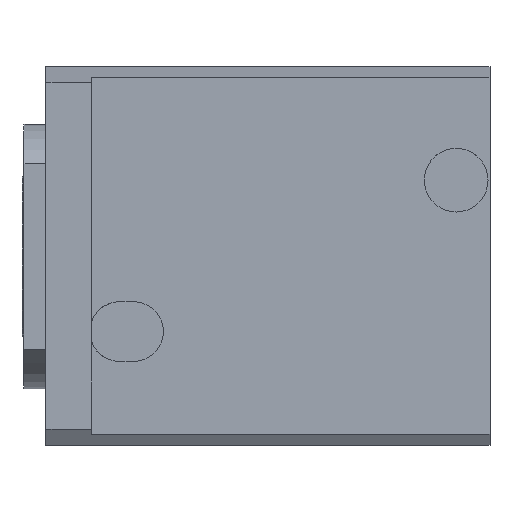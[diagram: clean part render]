
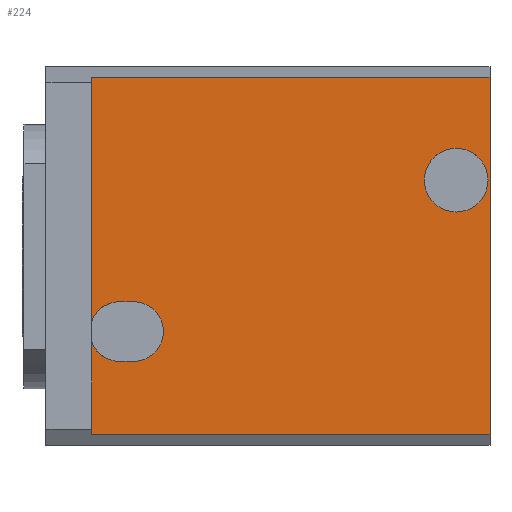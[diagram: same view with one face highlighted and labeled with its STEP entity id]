
A CAD part, top view. The second image highlights one B-rep face of the part: STEP entity #224.
In plain terms, the highlighted planar face has unit normal (0, 0, 1).
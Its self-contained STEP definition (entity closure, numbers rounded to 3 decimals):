
#90=LINE('',#1111,#156);
#92=LINE('',#1115,#158);
#98=LINE('',#1127,#164);
#114=LINE('',#1162,#180);
#115=LINE('',#1166,#181);
#116=LINE('',#1170,#182);
#117=LINE('',#1173,#183);
#156=VECTOR('',#895,1.);
#158=VECTOR('',#897,1.);
#164=VECTOR('',#907,1.);
#180=VECTOR('',#931,1.);
#181=VECTOR('',#936,1.);
#182=VECTOR('',#939,1.);
#183=VECTOR('',#942,1.);
#224=ADVANCED_FACE('',(#288,#289),#264,.T.);
#264=PLANE('',#801);
#288=FACE_BOUND('',#316,.T.);
#289=FACE_BOUND('',#317,.T.);
#316=EDGE_LOOP('',(#419));
#317=EDGE_LOOP('',(#420,#421,#422,#423,#424,#425,#426,#427,#428,#429));
#419=ORIENTED_EDGE('',*,*,#662,.T.);
#420=ORIENTED_EDGE('',*,*,#663,.T.);
#421=ORIENTED_EDGE('',*,*,#664,.T.);
#422=ORIENTED_EDGE('',*,*,#635,.F.);
#423=ORIENTED_EDGE('',*,*,#661,.T.);
#424=ORIENTED_EDGE('',*,*,#665,.T.);
#425=ORIENTED_EDGE('',*,*,#643,.T.);
#426=ORIENTED_EDGE('',*,*,#637,.F.);
#427=ORIENTED_EDGE('',*,*,#666,.T.);
#428=ORIENTED_EDGE('',*,*,#667,.T.);
#429=ORIENTED_EDGE('',*,*,#668,.T.);
#566=VERTEX_POINT('',#1110);
#567=VERTEX_POINT('',#1112);
#568=VERTEX_POINT('',#1114);
#569=VERTEX_POINT('',#1116);
#573=VERTEX_POINT('',#1128);
#587=VERTEX_POINT('',#1161);
#588=VERTEX_POINT('',#1165);
#589=VERTEX_POINT('',#1167);
#590=VERTEX_POINT('',#1168);
#591=VERTEX_POINT('',#1172);
#592=VERTEX_POINT('',#1174);
#635=EDGE_CURVE('',#566,#567,#90,.T.);
#637=EDGE_CURVE('',#568,#569,#92,.T.);
#643=EDGE_CURVE('',#573,#569,#98,.T.);
#661=EDGE_CURVE('',#566,#587,#114,.T.);
#662=EDGE_CURVE('',#588,#588,#725,.T.);
#663=EDGE_CURVE('',#589,#590,#115,.T.);
#664=EDGE_CURVE('',#590,#567,#726,.T.);
#665=EDGE_CURVE('',#587,#573,#116,.T.);
#666=EDGE_CURVE('',#568,#591,#727,.T.);
#667=EDGE_CURVE('',#591,#592,#117,.T.);
#668=EDGE_CURVE('',#592,#589,#728,.T.);
#725=CIRCLE('',#797,8.);
#726=CIRCLE('',#798,7.5);
#727=CIRCLE('',#799,7.5);
#728=CIRCLE('',#800,7.5);
#797=AXIS2_PLACEMENT_3D('',#1164,#934,#935);
#798=AXIS2_PLACEMENT_3D('',#1169,#937,#938);
#799=AXIS2_PLACEMENT_3D('',#1171,#940,#941);
#800=AXIS2_PLACEMENT_3D('',#1175,#943,#944);
#801=AXIS2_PLACEMENT_3D('',#1176,#945,#946);
#895=DIRECTION('',(0.,1.,0.));
#897=DIRECTION('',(0.,1.,0.));
#907=DIRECTION('',(-1.,0.,0.));
#931=DIRECTION('',(1.,0.,0.));
#934=DIRECTION('',(0.,0.,-1.));
#935=DIRECTION('',(0.,-1.,0.));
#936=DIRECTION('',(-1.,0.,0.));
#937=DIRECTION('',(0.,0.,-1.));
#938=DIRECTION('',(0.,-1.,0.));
#939=DIRECTION('',(0.,1.,0.));
#940=DIRECTION('',(0.,0.,-1.));
#941=DIRECTION('',(0.,-1.,0.));
#942=DIRECTION('',(1.,0.,0.));
#943=DIRECTION('',(0.,0.,-1.));
#944=DIRECTION('',(0.,1.,0.));
#945=DIRECTION('',(0.,0.,1.));
#946=DIRECTION('',(1.,0.,0.));
#1110=CARTESIAN_POINT('',(0.,-44.84,0.));
#1111=CARTESIAN_POINT('',(0.,-108.8,0.));
#1112=CARTESIAN_POINT('',(0.,-21.693,0.));
#1114=CARTESIAN_POINT('',(0.,-16.307,0.));
#1115=CARTESIAN_POINT('',(0.,-108.8,0.));
#1116=CARTESIAN_POINT('',(0.,44.84,0.));
#1127=CARTESIAN_POINT('',(-11.5,44.84,0.));
#1128=CARTESIAN_POINT('',(100.,44.84,0.));
#1161=CARTESIAN_POINT('',(100.,-44.84,0.));
#1162=CARTESIAN_POINT('',(-11.5,-44.84,0.));
#1164=CARTESIAN_POINT('',(91.5,19.,0.));
#1165=CARTESIAN_POINT('',(91.5,11.,0.));
#1166=CARTESIAN_POINT('',(10.5,-26.5,0.));
#1167=CARTESIAN_POINT('',(10.5,-26.5,0.));
#1168=CARTESIAN_POINT('',(7.,-26.5,0.));
#1169=CARTESIAN_POINT('',(7.,-19.,0.));
#1170=CARTESIAN_POINT('',(100.,-108.8,0.));
#1171=CARTESIAN_POINT('',(7.,-19.,0.));
#1172=CARTESIAN_POINT('',(7.,-11.5,0.));
#1173=CARTESIAN_POINT('',(7.,-11.5,0.));
#1174=CARTESIAN_POINT('',(10.5,-11.5,0.));
#1175=CARTESIAN_POINT('',(10.5,-19.,0.));
#1176=CARTESIAN_POINT('',(100.,-108.8,0.));
